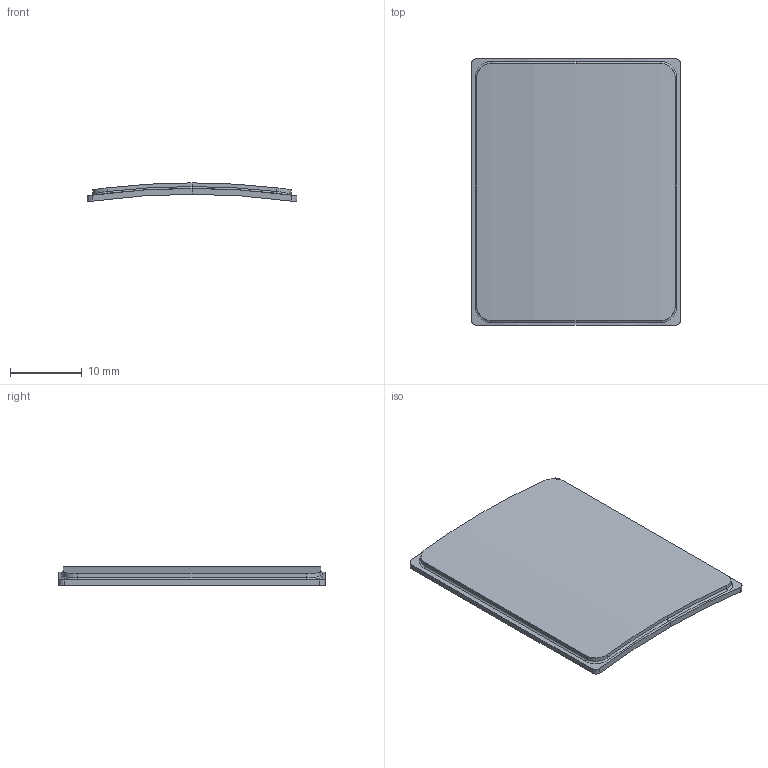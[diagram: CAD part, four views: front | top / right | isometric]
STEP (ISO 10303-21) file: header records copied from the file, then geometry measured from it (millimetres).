
FILE_DESCRIPTION (( 'STEP AP214' ), '1' );
FILE_NAME ('FD_1842304-H_Display-Shield.STEP', '2021-03-16T17:39:37', ( '' ), ( '' ), 'SwSTEP 2.0', 'SolidWorks 2019', '' );
FILE_SCHEMA (( 'AUTOMOTIVE_DESIGN' ));
Length unit declared in the file: inch
Products named in the file (1): FD_1842304-H_Display-Shield
Bounding box: 29.21 x 37.08 x 2.54 mm (x, y, z)
Volume: 1644.1 mm3; surface area: 2353.2 mm2
Topology: 1 solids, 1 shells, 37 faces, 92 edges, 58 vertices
Faces by surface type: bspline 24, cylinder 7, plane 6
Entity records: 1736 total; most frequent: CARTESIAN_POINT 1012, ORIENTED_EDGE 184, EDGE_CURVE 92, DIRECTION 70, B_SPLINE_CURVE_WITH_KNOTS 60, VERTEX_POINT 58, EDGE_LOOP 38, FACE_OUTER_BOUND 37
